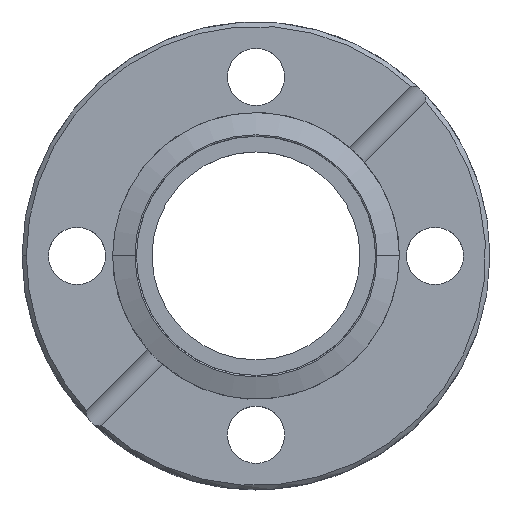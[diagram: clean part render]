
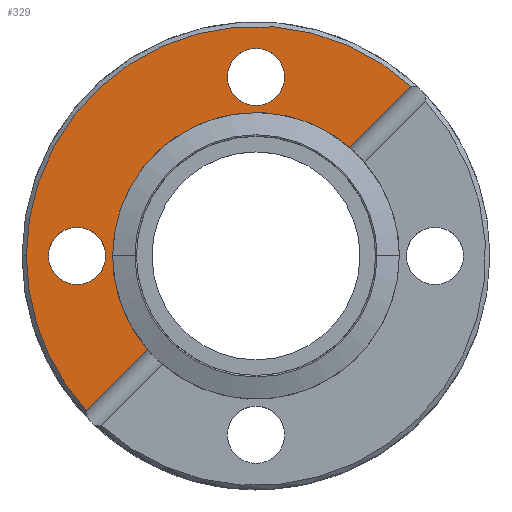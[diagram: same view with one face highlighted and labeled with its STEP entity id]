
A CAD part, top view. The second image highlights one B-rep face of the part: STEP entity #329.
In plain terms, the highlighted planar face has unit normal (0, 0, 1).
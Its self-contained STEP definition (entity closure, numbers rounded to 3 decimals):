
#35 = ORIENTED_EDGE ( 'NONE', *, *, #504, .F. ) ;
#69 = DIRECTION ( 'NONE',  ( 0., 0., 1. ) ) ;
#85 = FACE_OUTER_BOUND ( 'NONE', #200, .T. ) ;
#98 = CARTESIAN_POINT ( 'NONE',  ( -17.35, 0., 0. ) ) ;
#118 = DIRECTION ( 'NONE',  ( 1., 0., 0. ) ) ;
#121 = CIRCLE ( 'NONE', #340, 26.5 ) ;
#128 = CARTESIAN_POINT ( 'NONE',  ( 10.823, 12.52, 0. ) ) ;
#134 = EDGE_CURVE ( 'NONE', #547, #601, #1258, .T. ) ;
#136 = EDGE_LOOP ( 'NONE', ( #651, #35 ) ) ;
#148 = VERTEX_POINT ( 'NONE', #188 ) ;
#164 = CIRCLE ( 'NONE', #185, 3.3 ) ;
#185 = AXIS2_PLACEMENT_3D ( 'NONE', #806, #540, #534 ) ;
#187 = VERTEX_POINT ( 'NONE', #262 ) ;
#188 = CARTESIAN_POINT ( 'NONE',  ( -12.52, -10.823, 0. ) ) ;
#193 = EDGE_CURVE ( 'NONE', #187, #148, #787, .T. ) ;
#200 = EDGE_LOOP ( 'NONE', ( #625, #470, #652, #363, #328, #814 ) ) ;
#223 = DIRECTION ( 'NONE',  ( 0., 0., 1. ) ) ;
#229 = CARTESIAN_POINT ( 'NONE',  ( 0., 0., 0. ) ) ;
#257 = CARTESIAN_POINT ( 'NONE',  ( -20.65, 0., 0. ) ) ;
#262 = CARTESIAN_POINT ( 'NONE',  ( -16.55, 0., 0. ) ) ;
#273 = CARTESIAN_POINT ( 'NONE',  ( 3.3, 20.65, 0. ) ) ;
#284 = CARTESIAN_POINT ( 'NONE',  ( 0., 0., 0. ) ) ;
#291 = DIRECTION ( 'NONE',  ( 0.707, 0.707, 0. ) ) ;
#303 = EDGE_CURVE ( 'NONE', #601, #547, #164, .T. ) ;
#320 = EDGE_CURVE ( 'NONE', #999, #718, #121, .T. ) ;
#328 = ORIENTED_EDGE ( 'NONE', *, *, #523, .F. ) ;
#329 = ADVANCED_FACE ( 'NONE', ( #1164, #392, #85 ), #413, .F. ) ;
#340 = AXIS2_PLACEMENT_3D ( 'NONE', #229, #223, #118 ) ;
#358 = LINE ( 'NONE', #930, #861 ) ;
#361 = VERTEX_POINT ( 'NONE', #128 ) ;
#363 = ORIENTED_EDGE ( 'NONE', *, *, #193, .F. ) ;
#366 = EDGE_CURVE ( 'NONE', #673, #148, #358, .T. ) ;
#368 = DIRECTION ( 'NONE',  ( 1., 0., 0. ) ) ;
#372 = CARTESIAN_POINT ( 'NONE',  ( 0., 0., 0. ) ) ;
#383 = ORIENTED_EDGE ( 'NONE', *, *, #134, .F. ) ;
#386 = DIRECTION ( 'NONE',  ( 1., 0., 0. ) ) ;
#388 = AXIS2_PLACEMENT_3D ( 'NONE', #257, #954, #368 ) ;
#392 = FACE_BOUND ( 'NONE', #790, .T. ) ;
#413 = PLANE ( 'NONE',  #744 ) ;
#417 = ORIENTED_EDGE ( 'NONE', *, *, #303, .F. ) ;
#463 = CARTESIAN_POINT ( 'NONE',  ( -23.95, 0., 0. ) ) ;
#468 = DIRECTION ( 'NONE',  ( 1., 0., 0. ) ) ;
#470 = ORIENTED_EDGE ( 'NONE', *, *, #1192, .T. ) ;
#473 = DIRECTION ( 'NONE',  ( 1., 0., 0. ) ) ;
#493 = DIRECTION ( 'NONE',  ( 0., 0., 1. ) ) ;
#497 = CARTESIAN_POINT ( 'NONE',  ( -27.849, -26.151, 0. ) ) ;
#504 = EDGE_CURVE ( 'NONE', #512, #745, #736, .T. ) ;
#512 = VERTEX_POINT ( 'NONE', #463 ) ;
#523 = EDGE_CURVE ( 'NONE', #361, #187, #878, .T. ) ;
#527 = CARTESIAN_POINT ( 'NONE',  ( -26.5, 0., 0. ) ) ;
#534 = DIRECTION ( 'NONE',  ( 1., 0., 0. ) ) ;
#540 = DIRECTION ( 'NONE',  ( 0., 0., 1. ) ) ;
#547 = VERTEX_POINT ( 'NONE', #273 ) ;
#588 = AXIS2_PLACEMENT_3D ( 'NONE', #372, #1055, #473 ) ;
#601 = VERTEX_POINT ( 'NONE', #684 ) ;
#602 = CARTESIAN_POINT ( 'NONE',  ( -19.568, -17.871, 0. ) ) ;
#622 = EDGE_CURVE ( 'NONE', #745, #512, #815, .T. ) ;
#625 = ORIENTED_EDGE ( 'NONE', *, *, #320, .T. ) ;
#651 = ORIENTED_EDGE ( 'NONE', *, *, #622, .F. ) ;
#652 = ORIENTED_EDGE ( 'NONE', *, *, #366, .T. ) ;
#661 = EDGE_CURVE ( 'NONE', #361, #999, #1004, .T. ) ;
#673 = VERTEX_POINT ( 'NONE', #602 ) ;
#684 = CARTESIAN_POINT ( 'NONE',  ( -3.3, 20.65, 0. ) ) ;
#708 = CIRCLE ( 'NONE', #996, 26.5 ) ;
#711 = CARTESIAN_POINT ( 'NONE',  ( 0., 20.65, 0. ) ) ;
#717 = DIRECTION ( 'NONE',  ( -1., 0., 0. ) ) ;
#718 = VERTEX_POINT ( 'NONE', #527 ) ;
#736 = CIRCLE ( 'NONE', #388, 3.3 ) ;
#740 = DIRECTION ( 'NONE',  ( 0., 0., -1. ) ) ;
#744 = AXIS2_PLACEMENT_3D ( 'NONE', #1025, #740, #717 ) ;
#745 = VERTEX_POINT ( 'NONE', #98 ) ;
#787 = CIRCLE ( 'NONE', #1199, 16.55 ) ;
#790 = EDGE_LOOP ( 'NONE', ( #383, #417 ) ) ;
#806 = CARTESIAN_POINT ( 'NONE',  ( 0., 20.65, 0. ) ) ;
#810 = DIRECTION ( 'NONE',  ( 1., 0., 0. ) ) ;
#814 = ORIENTED_EDGE ( 'NONE', *, *, #661, .T. ) ;
#815 = CIRCLE ( 'NONE', #1216, 3.3 ) ;
#861 = VECTOR ( 'NONE', #1184, 1000. ) ;
#878 = CIRCLE ( 'NONE', #588, 16.55 ) ;
#930 = CARTESIAN_POINT ( 'NONE',  ( -27.849, -26.151, 0. ) ) ;
#954 = DIRECTION ( 'NONE',  ( 0., 0., 1. ) ) ;
#971 = DIRECTION ( 'NONE',  ( 0., 0., 1. ) ) ;
#972 = VECTOR ( 'NONE', #291, 1000. ) ;
#996 = AXIS2_PLACEMENT_3D ( 'NONE', #284, #971, #386 ) ;
#999 = VERTEX_POINT ( 'NONE', #1145 ) ;
#1004 = LINE ( 'NONE', #497, #972 ) ;
#1025 = CARTESIAN_POINT ( 'NONE',  ( 12., 0., 0. ) ) ;
#1026 = AXIS2_PLACEMENT_3D ( 'NONE', #711, #69, #810 ) ;
#1054 = DIRECTION ( 'NONE',  ( 0., 0., 1. ) ) ;
#1055 = DIRECTION ( 'NONE',  ( 0., 0., 1. ) ) ;
#1069 = CARTESIAN_POINT ( 'NONE',  ( -20.65, 0., 0. ) ) ;
#1144 = CARTESIAN_POINT ( 'NONE',  ( 0., 0., 0. ) ) ;
#1145 = CARTESIAN_POINT ( 'NONE',  ( 17.871, 19.568, 0. ) ) ;
#1163 = DIRECTION ( 'NONE',  ( 1., 0., 0. ) ) ;
#1164 = FACE_BOUND ( 'NONE', #136, .T. ) ;
#1184 = DIRECTION ( 'NONE',  ( 0.707, 0.707, 0. ) ) ;
#1192 = EDGE_CURVE ( 'NONE', #718, #673, #708, .T. ) ;
#1199 = AXIS2_PLACEMENT_3D ( 'NONE', #1144, #1054, #468 ) ;
#1216 = AXIS2_PLACEMENT_3D ( 'NONE', #1069, #493, #1163 ) ;
#1258 = CIRCLE ( 'NONE', #1026, 3.3 ) ;
